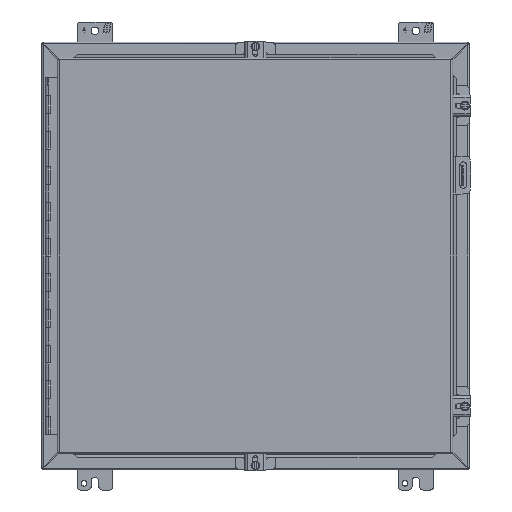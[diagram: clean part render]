
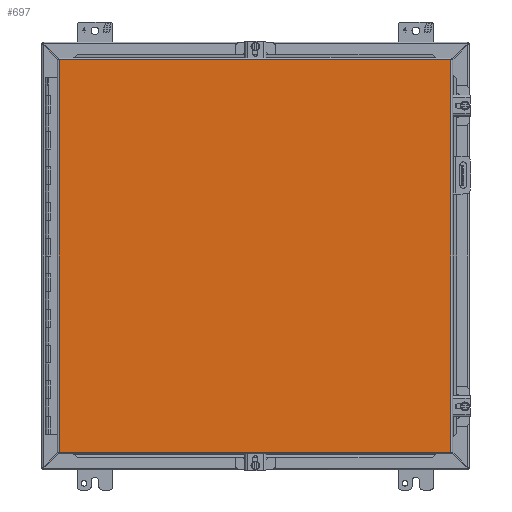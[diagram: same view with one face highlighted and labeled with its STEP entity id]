
A CAD part, front view. The second image highlights one B-rep face of the part: STEP entity #697.
In plain terms, the highlighted planar face has unit normal (0, -1, 0).
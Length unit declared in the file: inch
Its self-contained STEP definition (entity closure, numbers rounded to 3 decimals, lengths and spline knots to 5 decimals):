
#271 = EDGE_CURVE ( 'NONE', #33611, #12831, #38454, .T. ) ;
#697 = ADVANCED_FACE ( 'NONE', ( #34845 ), #27043, .T. ) ;
#896 = DIRECTION ( 'NONE',  ( -1., 0., 0. ) ) ;
#1112 = EDGE_CURVE ( 'NONE', #10970, #33611, #15926, .T. ) ;
#1651 = CARTESIAN_POINT ( 'NONE',  ( -11.017, -9.21, -10.9945 ) ) ;
#1851 = VERTEX_POINT ( 'NONE', #17376 ) ;
#2067 = CARTESIAN_POINT ( 'NONE',  ( 10.955, -9.21, 10.9945 ) ) ;
#4012 = EDGE_CURVE ( 'NONE', #12831, #1851, #36481, .T. ) ;
#8091 = ORIENTED_EDGE ( 'NONE', *, *, #1112, .F. ) ;
#10939 = CARTESIAN_POINT ( 'NONE',  ( -11.017, -9.21, 10.9945 ) ) ;
#10970 = VERTEX_POINT ( 'NONE', #1651 ) ;
#12831 = VERTEX_POINT ( 'NONE', #32063 ) ;
#15288 = ORIENTED_EDGE ( 'NONE', *, *, #35391, .F. ) ;
#15926 = LINE ( 'NONE', #27494, #29353 ) ;
#15955 = CARTESIAN_POINT ( 'NONE',  ( 10.955, -9.21, -10.9945 ) ) ;
#17376 = CARTESIAN_POINT ( 'NONE',  ( 10.955, -9.21, -10.9945 ) ) ;
#18875 = DIRECTION ( 'NONE',  ( 1., 0., 0. ) ) ;
#19414 = VECTOR ( 'NONE', #18875, 39.37008 ) ;
#19765 = DIRECTION ( 'NONE',  ( 0., 0., -1. ) ) ;
#19854 = CARTESIAN_POINT ( 'NONE',  ( -11.017, -9.21, 10.9945 ) ) ;
#23364 = VECTOR ( 'NONE', #896, 39.37008 ) ;
#25406 = EDGE_LOOP ( 'NONE', ( #34192, #39714, #8091, #15288 ) ) ;
#27043 = PLANE ( 'NONE',  #40114 ) ;
#27494 = CARTESIAN_POINT ( 'NONE',  ( -11.017, -9.21, -10.9945 ) ) ;
#29353 = VECTOR ( 'NONE', #42833, 39.37008 ) ;
#30771 = VECTOR ( 'NONE', #32696, 39.37008 ) ;
#32063 = CARTESIAN_POINT ( 'NONE',  ( 10.955, -9.21, 10.9945 ) ) ;
#32696 = DIRECTION ( 'NONE',  ( 0., 0., -1. ) ) ;
#33611 = VERTEX_POINT ( 'NONE', #10939 ) ;
#34192 = ORIENTED_EDGE ( 'NONE', *, *, #4012, .F. ) ;
#34341 = DIRECTION ( 'NONE',  ( 0., -1., 0. ) ) ;
#34845 = FACE_OUTER_BOUND ( 'NONE', #25406, .T. ) ;
#35295 = LINE ( 'NONE', #15955, #23364 ) ;
#35391 = EDGE_CURVE ( 'NONE', #1851, #10970, #35295, .T. ) ;
#36481 = LINE ( 'NONE', #2067, #30771 ) ;
#38454 = LINE ( 'NONE', #19854, #19414 ) ;
#39714 = ORIENTED_EDGE ( 'NONE', *, *, #271, .F. ) ;
#40114 = AXIS2_PLACEMENT_3D ( 'NONE', #42894, #34341, #19765 ) ;
#42833 = DIRECTION ( 'NONE',  ( 0., 0., 1. ) ) ;
#42894 = CARTESIAN_POINT ( 'NONE',  ( -11.017, -9.21, -10.9945 ) ) ;
